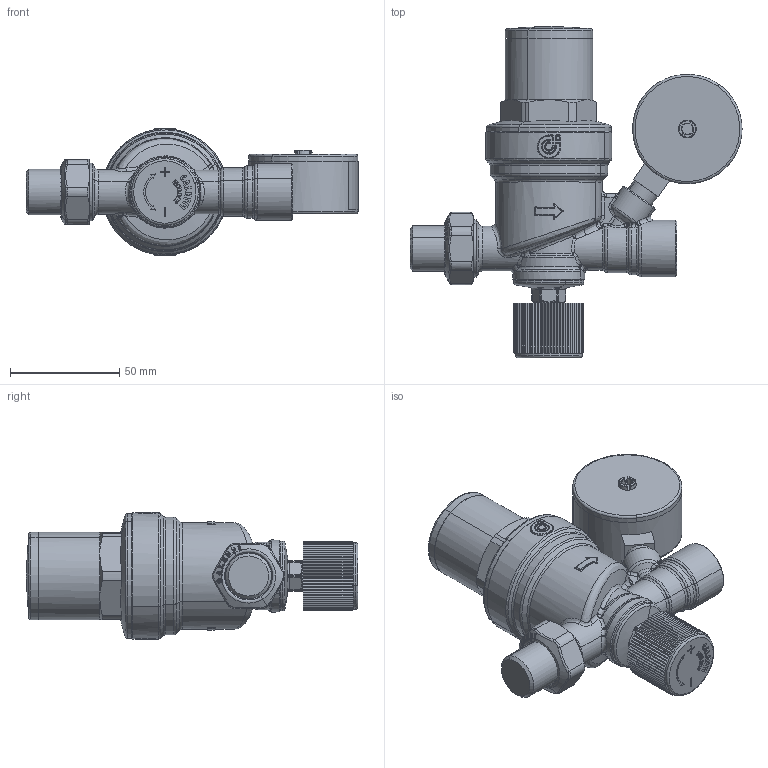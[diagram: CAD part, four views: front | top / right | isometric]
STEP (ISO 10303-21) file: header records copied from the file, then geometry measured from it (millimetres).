
FILE_DESCRIPTION(('CATIA V5 STEP Exchange','CAx-IF Rec.Pracs.--- Model Styling and Organization---1.5--- 2016-08-15','CAx-IF Rec.Pracs.---Supplemental Geometry---1.0---2011-11-01','CAx-IF Rec.Pracs.--- Composite Materials ---3.4---2017-06-13','CAx-IF Rec.Pracs.---Tessellated 3D Geometry---1.0---2015-12-17'),'2;1');
FILE_NAME('STEP_553640_-_TST.stp','2024-03-19T17:48:37+00:00',('none'),('none'),'CATIA Version 5-6 Release 2020 SP5','CATIA V5 STEP AP242 v2','none');
FILE_SCHEMA(('AP242_MANAGED_MODEL_BASED_3D_ENGINEERING_MIM_LF {1 0 10303 442 1 1 4}'));
Products named in the file (1): 553640 - TST
Bounding box: 151.8 x 151.7 x 58.5 mm (x, y, z)
Volume: 307109.1 mm3; surface area: 41973.1 mm2
Topology: 1 solids, 2 shells, 1808 faces, 4493 edges, 2574 vertices
Faces by surface type: bspline 734, plane 565, cylinder 186, sphere 137, cone 93, torus 93
Entity records: 86972 total; most frequent: CARTESIAN_POINT 53282, ORIENTED_EDGE 8680, EDGE_CURVE 4340, DIRECTION 3726, VERTEX_POINT 2574, B_SPLINE_CURVE_WITH_KNOTS 2390, EDGE_LOOP 1846, ADVANCED_FACE 1808
